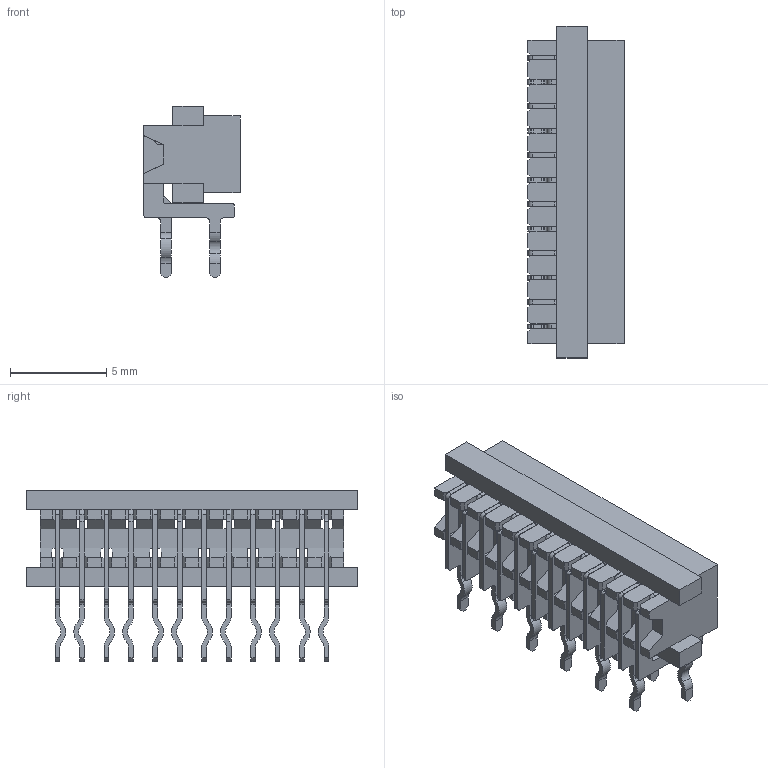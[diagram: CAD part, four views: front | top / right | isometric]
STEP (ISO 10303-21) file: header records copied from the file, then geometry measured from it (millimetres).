
FILE_DESCRIPTION(/* description */ ('Unknown'),/* implementation_level */ '2;1');
FILE_NAME(/* name */ 'J_Wurth_WR-MM_690368181272',/* time_stamp */ '2025-05-09T10:37:45+08:00',/* author */ ('Unknown'),/* organization */ ('Unknown'),/* preprocessor_version */ 'ST-DEVELOPER v19.4',/* originating_system */ 'Solid Edge',/* authorisation */ 'Unknown');
FILE_SCHEMA (('AUTOMOTIVE_DESIGN {1 0 10303 214 3 1 1}'));
Length unit declared in the file: millimetre
Products named in the file (2): J_Wurth_WR-MM_690368181272
Assembly tree (1 placements, depth 2):
  J_Wurth_WR-MM_690368181272
    J_Wurth_WR-MM_690368181272
Bounding box: 5 x 17.24 x 8.9 mm (x, y, z)
Volume: 300.1 mm3; surface area: 1153.1 mm2
Topology: 13 solids, 13 shells, 1100 faces, 3158 edges, 2072 vertices
Faces by surface type: plane 782, cylinder 318
Entity records: 35924 total; most frequent: CARTESIAN_POINT 6332, ORIENTED_EDGE 6316, DIRECTION 5998, EDGE_CURVE 3158, LINE 2522, VECTOR 2522, VERTEX_POINT 2072, AXIS2_PLACEMENT_3D 1738
